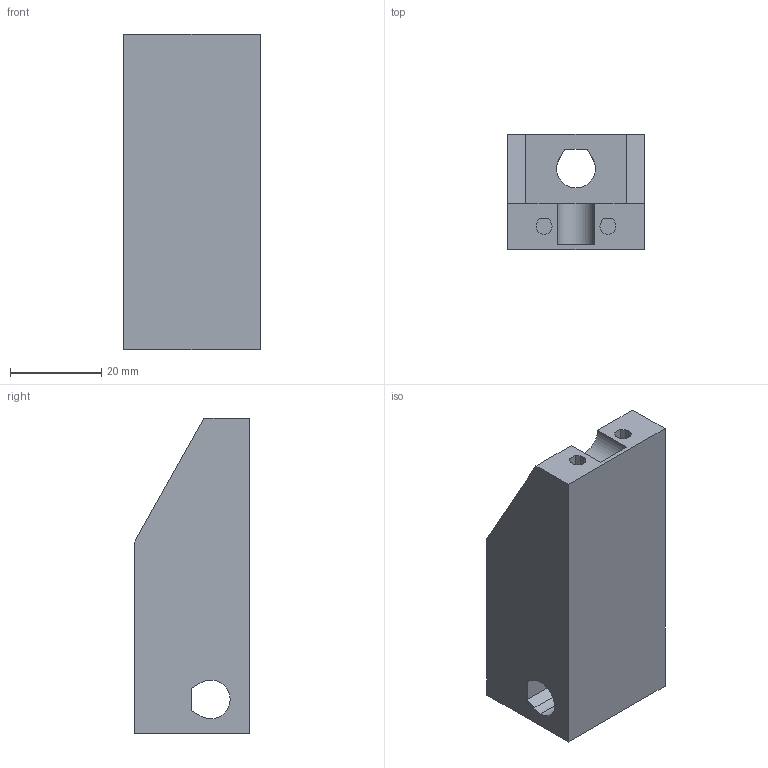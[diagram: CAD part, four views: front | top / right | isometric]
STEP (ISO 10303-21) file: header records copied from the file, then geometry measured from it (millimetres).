
FILE_DESCRIPTION (( 'STEP AP214' ), '1' );
FILE_NAME ('Middle_clamp.STEP', '2015-07-19T20:56:16', ( '' ), ( '' ), 'SwSTEP 2.0', 'SolidWorks 2015', '' );
FILE_SCHEMA (( 'AUTOMOTIVE_DESIGN' ));
Length unit declared in the file: millimetre
Products named in the file (1): Middle_clamp
Bounding box: 30 x 25.2 x 69.1 mm (x, y, z)
Volume: 33490.2 mm3; surface area: 11728.2 mm2
Topology: 1 solids, 1 shells, 54 faces, 146 edges, 96 vertices
Faces by surface type: plane 41, cylinder 13
Entity records: 1734 total; most frequent: CARTESIAN_POINT 297, ORIENTED_EDGE 292, DIRECTION 282, EDGE_CURVE 146, VECTOR 120, LINE 120, VERTEX_POINT 96, AXIS2_PLACEMENT_3D 81
